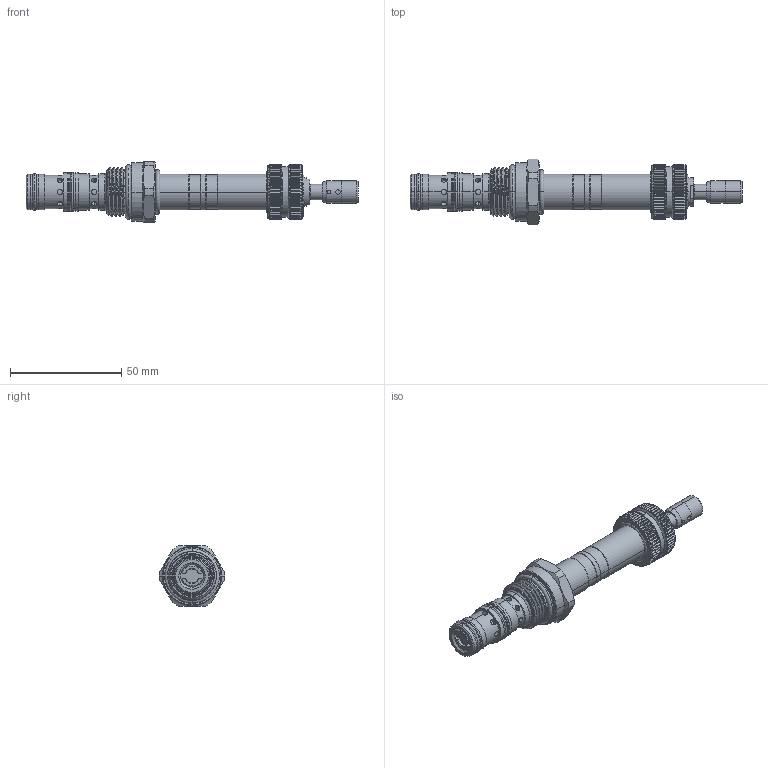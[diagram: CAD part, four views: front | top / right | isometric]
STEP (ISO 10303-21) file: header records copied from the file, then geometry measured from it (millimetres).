
FILE_DESCRIPTION (( 'STEP AP203' ), '1' );
FILE_NAME ('EP10W3C53T04-2.STEP', '2022-06-17T08:05:25', ( '' ), ( '' ), 'SwSTEP 2.0', 'SolidWorks 2018', '' );
FILE_SCHEMA (( 'CONFIG_CONTROL_DESIGN' ));
Length unit declared in the file: millimetre
Products named in the file (1): EP10W3C53T04-2
Bounding box: 149.19 x 29.6 x 27 mm (x, y, z)
Volume: 36596.6 mm3; surface area: 13115.4 mm2
Topology: 4 solids, 4 shells, 1099 faces, 2836 edges, 1791 vertices
Faces by surface type: cylinder 474, plane 439, cone 158, torus 20, bspline 8
Entity records: 39741 total; most frequent: CARTESIAN_POINT 13780, ORIENTED_EDGE 5672, DIRECTION 5122, EDGE_CURVE 2836, AXIS2_PLACEMENT_3D 1986, VERTEX_POINT 1791, EDGE_LOOP 1151, VECTOR 1150
